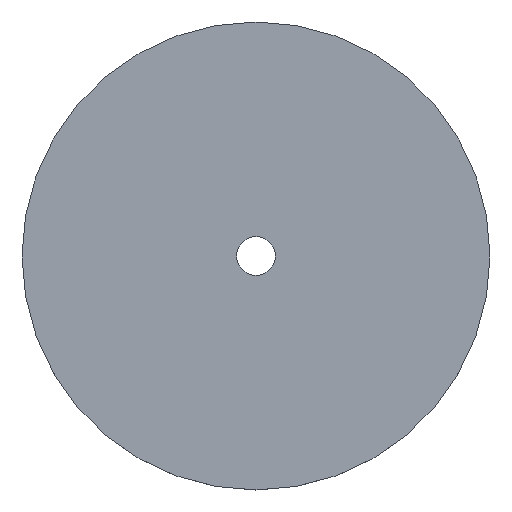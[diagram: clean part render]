
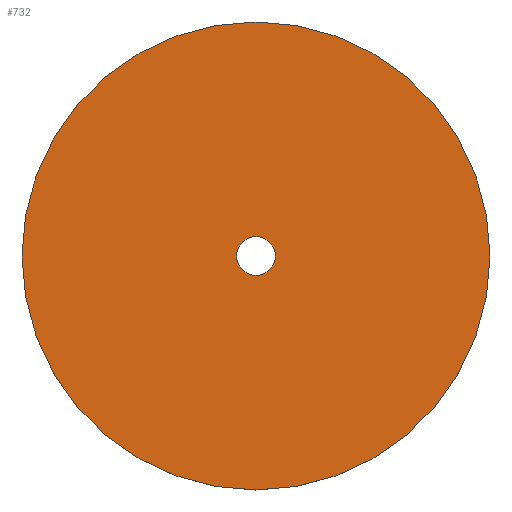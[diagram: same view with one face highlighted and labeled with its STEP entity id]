
A CAD part, top view. The second image highlights one B-rep face of the part: STEP entity #732.
In plain terms, the highlighted planar face has unit normal (0, 0, 1).
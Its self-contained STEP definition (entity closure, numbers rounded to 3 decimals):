
#23=FACE_BOUND('',#137,.T.);
#56=PLANE('',#801);
#94=FACE_OUTER_BOUND('',#136,.T.);
#136=EDGE_LOOP('',(#667));
#137=EDGE_LOOP('',(#668));
#321=CIRCLE('',#796,5.);
#323=CIRCLE('',#799,60.);
#387=VERTEX_POINT('',#1193);
#389=VERTEX_POINT('',#1199);
#484=EDGE_CURVE('',#387,#387,#321,.T.);
#487=EDGE_CURVE('',#389,#389,#323,.T.);
#667=ORIENTED_EDGE('',*,*,#487,.T.);
#668=ORIENTED_EDGE('',*,*,#484,.T.);
#732=ADVANCED_FACE('',(#94,#23),#56,.T.);
#796=AXIS2_PLACEMENT_3D('',#1194,#983,#984);
#799=AXIS2_PLACEMENT_3D('',#1200,#990,#991);
#801=AXIS2_PLACEMENT_3D('',#1204,#995,#996);
#983=DIRECTION('center_axis',(0.,0.,-1.));
#984=DIRECTION('ref_axis',(-1.,0.,0.));
#990=DIRECTION('center_axis',(0.,0.,1.));
#991=DIRECTION('ref_axis',(1.,0.,0.));
#995=DIRECTION('center_axis',(0.,0.,1.));
#996=DIRECTION('ref_axis',(1.,0.,0.));
#1193=CARTESIAN_POINT('',(5.,0.,5.));
#1194=CARTESIAN_POINT('Origin',(0.,0.,5.));
#1199=CARTESIAN_POINT('',(-60.,0.,5.));
#1200=CARTESIAN_POINT('Origin',(0.,0.,5.));
#1204=CARTESIAN_POINT('Origin',(0.,0.,5.));
